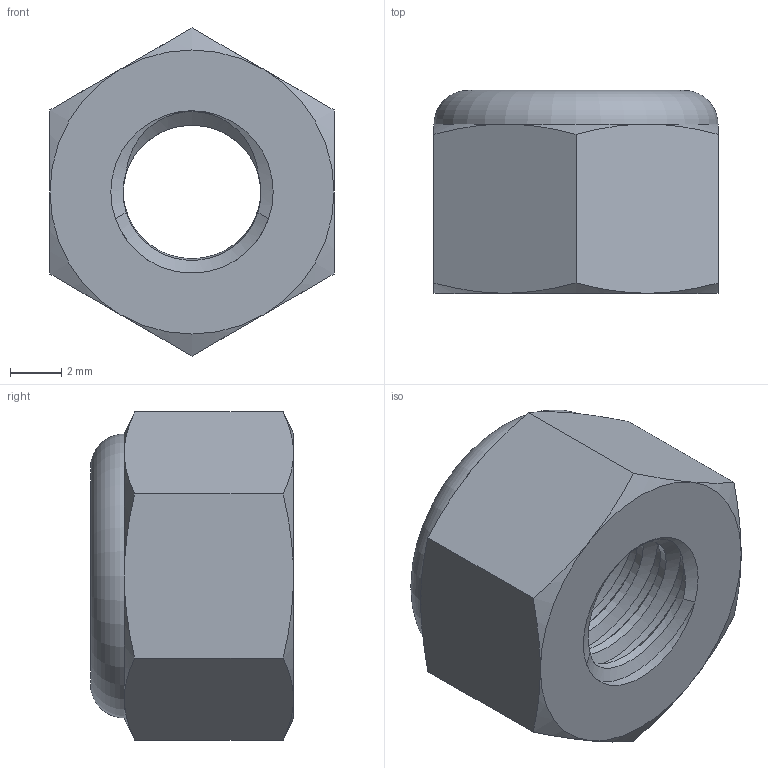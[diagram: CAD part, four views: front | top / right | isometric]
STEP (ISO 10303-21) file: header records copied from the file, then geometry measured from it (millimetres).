
FILE_DESCRIPTION(/* description */ (''),/* implementation_level */ '2;1');
FILE_NAME(/* name */ 'NYLOC_NUT_1_1.stp',/* time_stamp */ '2017-01-08T14:00:10-05:00',/* author */ ('jeff1'),/* organization */ (''),/* preprocessor_version */ 'ST-DEVELOPER v16.5',/* originating_system */ 'Autodesk Inventor 2017',/* authorisation */ '');
FILE_SCHEMA (('AUTOMOTIVE_DESIGN { 1 0 10303 214 3 1 1 }'));
Length unit declared in the file: inch
Products named in the file (1): NYLOC_NUT_1_1
Bounding box: 11.11 x 7.94 x 12.83 mm (x, y, z)
Volume: 538.3 mm3; surface area: 740.2 mm2
Topology: 1 solids, 1 shells, 51 faces, 118 edges, 71 vertices
Faces by surface type: cone 25, cylinder 14, plane 10, torus 2
Full cylindrical faces by diameter (mm): 5.387 x4, 6.35 x5, 6.843 x1
Entity records: 1591 total; most frequent: CARTESIAN_POINT 636, DIRECTION 188, ORIENTED_EDGE 172, AXIS2_PLACEMENT_3D 91, EDGE_CURVE 86, EDGE_LOOP 76, VERTEX_POINT 60, FACE_OUTER_BOUND 51
